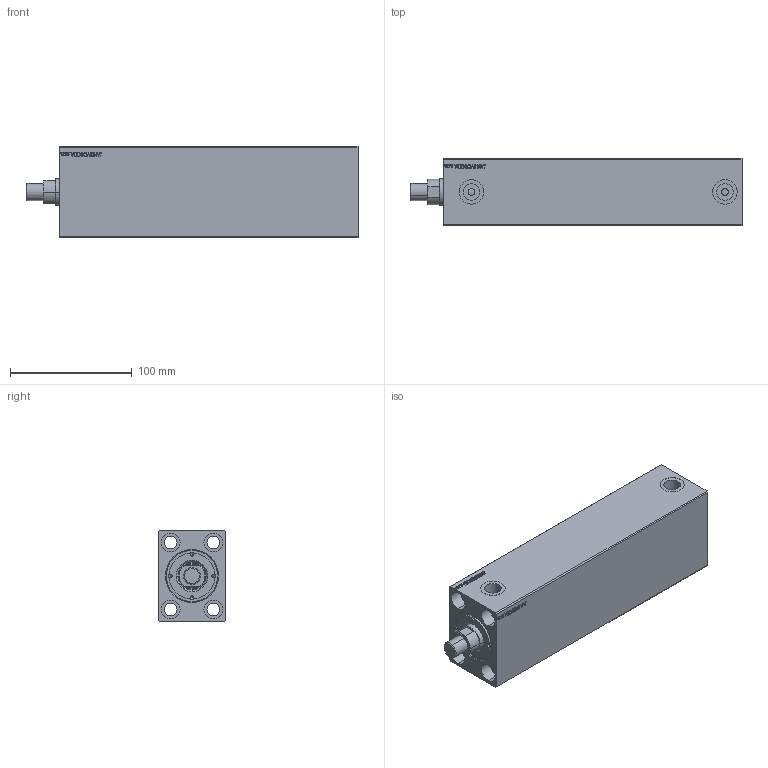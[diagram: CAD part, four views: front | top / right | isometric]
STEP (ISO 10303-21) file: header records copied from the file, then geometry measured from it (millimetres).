
FILE_DESCRIPTION (( 'STEP AP203' ), '1' );
FILE_NAME ('f8ff.STEP', '2020-09-18T18:51:46', ( '' ), ( '' ), 'SwSTEP 2.0', 'SolidWorks 2019', '' );
FILE_SCHEMA (( 'CONFIG_CONTROL_DESIGN' ));
Length unit declared in the file: millimetre
Products named in the file (5): V500CZ_FM a20e3e150a69de2f34a4463a1ee4d53c; V500CZ_VC_vysunovaci_C a20e3e150a69de2f34a4463a1ee4d53c; V500CZ_C a20e3e150a69de2f34a4463a1ee4d53c; f8ff; V500CZ_VCP_C a20e3e150a69de2f34a4463a1ee4d53c
Assembly tree (4 placements, depth 2):
  f8ff
    V500CZ_C a20e3e150a69de2f34a4463a1ee4d53c
    V500CZ_FM a20e3e150a69de2f34a4463a1ee4d53c
    V500CZ_VC_vysunovaci_C a20e3e150a69de2f34a4463a1ee4d53c
    V500CZ_VCP_C a20e3e150a69de2f34a4463a1ee4d53c
Bounding box: 272.5 x 55 x 75 mm (x, y, z)
Volume: 838197.3 mm3; surface area: 153584 mm2
Topology: 4 solids, 4 shells, 904 faces, 2310 edges, 1525 vertices
Faces by surface type: plane 417, bspline 380, cylinder 85, cone 18, torus 4
Entity records: 45298 total; most frequent: CARTESIAN_POINT 25322, ORIENTED_EDGE 4604, DIRECTION 2787, EDGE_CURVE 2302, VERTEX_POINT 1525, LINE 1339, VECTOR 1339, EDGE_LOOP 1037
